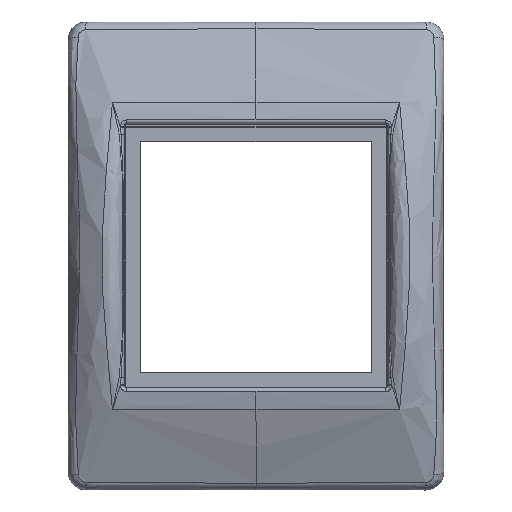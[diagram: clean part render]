
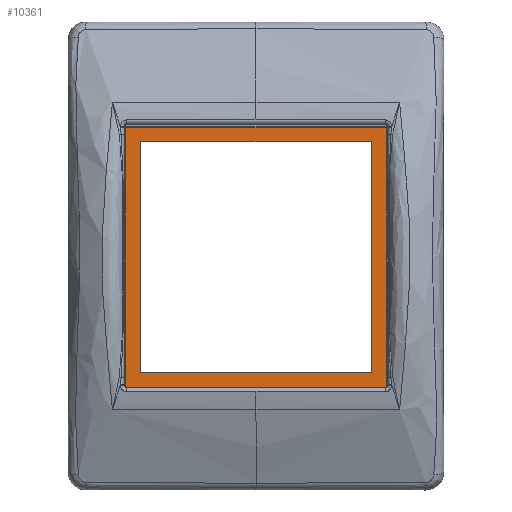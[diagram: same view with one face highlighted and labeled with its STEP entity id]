
A CAD part, top view. The second image highlights one B-rep face of the part: STEP entity #10361.
In plain terms, the highlighted planar face has unit normal (0, 0, 1).
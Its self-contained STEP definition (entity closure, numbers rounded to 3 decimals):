
#143 = CARTESIAN_POINT ( 'NONE',  ( 20.126, -20.25, 12. ) ) ;
#166 = FACE_BOUND ( 'NONE', #4058, .T. ) ;
#258 = CARTESIAN_POINT ( 'NONE',  ( -20.25, 19.95, 12. ) ) ;
#436 = CARTESIAN_POINT ( 'NONE',  ( -22.724, 0., 12. ) ) ;
#530 = CARTESIAN_POINT ( 'NONE',  ( -20.25, -20.126, 12. ) ) ;
#657 = EDGE_CURVE ( 'NONE', #3225, #13138, #19765, .T. ) ;
#768 = DIRECTION ( 'NONE',  ( 1., 0., 0. ) ) ;
#953 = DIRECTION ( 'NONE',  ( 1., 0., 0. ) ) ;
#1035 = CARTESIAN_POINT ( 'NONE',  ( 0., 20.25, 12. ) ) ;
#1045 = EDGE_CURVE ( 'NONE', #10990, #14156, #20651, .T. ) ;
#1296 = CARTESIAN_POINT ( 'NONE',  ( 0., -20.25, 12. ) ) ;
#1323 = ORIENTED_EDGE ( 'NONE', *, *, #9147, .T. ) ;
#1377 = DIRECTION ( 'NONE',  ( 1., 0., 0. ) ) ;
#1435 = ORIENTED_EDGE ( 'NONE', *, *, #8514, .T. ) ;
#2548 = CARTESIAN_POINT ( 'NONE',  ( -20.25, 0., 12. ) ) ;
#3195 = VECTOR ( 'NONE', #1377, 1000. ) ;
#3225 = VERTEX_POINT ( 'NONE', #10490 ) ;
#3237 = CARTESIAN_POINT ( 'NONE',  ( 22.724, 0., 12. ) ) ;
#3381 = EDGE_CURVE ( 'NONE', #8126, #3997, #9364, .T. ) ;
#3508 = CARTESIAN_POINT ( 'NONE',  ( 20.25, -19.95, 12. ) ) ;
#3820 = VERTEX_POINT ( 'NONE', #18736 ) ;
#3881 = LINE ( 'NONE', #11351, #3195 ) ;
#3997 = VERTEX_POINT ( 'NONE', #3508 ) ;
#4058 = EDGE_LOOP ( 'NONE', ( #6041, #1435, #13948, #8964, #1323, #9250, #14740, #7826 ) ) ;
#5329 = DIRECTION ( 'NONE',  ( 0., -1., 0. ) ) ;
#5354 = CARTESIAN_POINT ( 'NONE',  ( -20.126, 20.25, 12. ) ) ;
#5405 = CARTESIAN_POINT ( 'NONE',  ( 20.25, 0., 12. ) ) ;
#5497 = EDGE_LOOP ( 'NONE', ( #21367, #10728, #14667, #8086 ) ) ;
#5553 = CARTESIAN_POINT ( 'NONE',  ( -20.126, -20.25, 12. ) ) ;
#5685 = CARTESIAN_POINT ( 'NONE',  ( 0., 0., 12. ) ) ;
#6041 = ORIENTED_EDGE ( 'NONE', *, *, #1045, .T. ) ;
#6048 = CARTESIAN_POINT ( 'NONE',  ( -20.25, -19.95, 12. ) ) ;
#6473 = CARTESIAN_POINT ( 'NONE',  ( 20.25, 19.95, 12. ) ) ;
#7317 = CARTESIAN_POINT ( 'NONE',  ( 20.25, 19.95, 12. ) ) ;
#7448 = VERTEX_POINT ( 'NONE', #19299 ) ;
#7610 = VERTEX_POINT ( 'NONE', #16292 ) ;
#7826 = ORIENTED_EDGE ( 'NONE', *, *, #16320, .T. ) ;
#8086 = ORIENTED_EDGE ( 'NONE', *, *, #8428, .T. ) ;
#8126 = VERTEX_POINT ( 'NONE', #6473 ) ;
#8428 = EDGE_CURVE ( 'NONE', #13138, #3820, #16308, .T. ) ;
#8476 = CARTESIAN_POINT ( 'NONE',  ( 20.25, -19.95, 12. ) ) ;
#8514 = EDGE_CURVE ( 'NONE', #14156, #8126, #12872, .T. ) ;
#8855 = CARTESIAN_POINT ( 'NONE',  ( -19.95, -20.25, 12. ) ) ;
#8964 = ORIENTED_EDGE ( 'NONE', *, *, #12110, .T. ) ;
#9147 = EDGE_CURVE ( 'NONE', #16742, #7610, #19935, .T. ) ;
#9250 = ORIENTED_EDGE ( 'NONE', *, *, #19595, .T. ) ;
#9364 = LINE ( 'NONE', #5405, #12675 ) ;
#9725 =( BOUNDED_CURVE ( )  B_SPLINE_CURVE ( 3, ( #8476, #10121, #143, #11761 ),
 .UNSPECIFIED., .F., .F. ) 
 B_SPLINE_CURVE_WITH_KNOTS ( ( 4, 4 ),
 ( 2.356, 3.927 ),
 .UNSPECIFIED. ) 
 CURVE ( )  GEOMETRIC_REPRESENTATION_ITEM ( )  RATIONAL_B_SPLINE_CURVE ( ( 1., 0.805, 0.805, 1. ) ) 
 REPRESENTATION_ITEM ( '' )  );
#9808 = VECTOR ( 'NONE', #14872, 1000. ) ;
#9928 = LINE ( 'NONE', #2548, #11972 ) ;
#10121 = CARTESIAN_POINT ( 'NONE',  ( 20.25, -20.126, 12. ) ) ;
#10238 = CARTESIAN_POINT ( 'NONE',  ( -20.25, 20.126, 12. ) ) ;
#10275 = CARTESIAN_POINT ( 'NONE',  ( -19.95, 20.25, 12. ) ) ;
#10325 = DIRECTION ( 'NONE',  ( -1., 0., 0. ) ) ;
#10361 = ADVANCED_FACE ( 'NONE', ( #166, #16729 ), #13956, .T. ) ;
#10425 = CARTESIAN_POINT ( 'NONE',  ( 0., 22.724, 12. ) ) ;
#10490 = CARTESIAN_POINT ( 'NONE',  ( 22.724, 22.724, 12. ) ) ;
#10569 = EDGE_CURVE ( 'NONE', #3820, #17419, #3881, .T. ) ;
#10728 = ORIENTED_EDGE ( 'NONE', *, *, #11251, .T. ) ;
#10790 =( BOUNDED_CURVE ( )  B_SPLINE_CURVE ( 3, ( #258, #10238, #5354, #16867 ),
 .UNSPECIFIED., .F., .F. ) 
 B_SPLINE_CURVE_WITH_KNOTS ( ( 4, 4 ),
 ( 2.356, 3.927 ),
 .UNSPECIFIED. ) 
 CURVE ( )  GEOMETRIC_REPRESENTATION_ITEM ( )  RATIONAL_B_SPLINE_CURVE ( ( 1., 0.805, 0.805, 1. ) ) 
 REPRESENTATION_ITEM ( '' )  );
#10934 = DIRECTION ( 'NONE',  ( 0., 0., 1. ) ) ;
#10990 = VERTEX_POINT ( 'NONE', #10275 ) ;
#11251 = EDGE_CURVE ( 'NONE', #17419, #3225, #19952, .T. ) ;
#11293 = CARTESIAN_POINT ( 'NONE',  ( 19.95, -20.25, 12. ) ) ;
#11351 = CARTESIAN_POINT ( 'NONE',  ( 0., -22.724, 12. ) ) ;
#11711 =( BOUNDED_CURVE ( )  B_SPLINE_CURVE ( 3, ( #8855, #5553, #530, #12138 ),
 .UNSPECIFIED., .F., .F. ) 
 B_SPLINE_CURVE_WITH_KNOTS ( ( 4, 4 ),
 ( 2.356, 3.927 ),
 .UNSPECIFIED. ) 
 CURVE ( )  GEOMETRIC_REPRESENTATION_ITEM ( )  RATIONAL_B_SPLINE_CURVE ( ( 1., 0.805, 0.805, 1. ) ) 
 REPRESENTATION_ITEM ( '' )  );
#11761 = CARTESIAN_POINT ( 'NONE',  ( 19.95, -20.25, 12. ) ) ;
#11972 = VECTOR ( 'NONE', #12503, 1000. ) ;
#12110 = EDGE_CURVE ( 'NONE', #3997, #16742, #9725, .T. ) ;
#12138 = CARTESIAN_POINT ( 'NONE',  ( -20.25, -19.95, 12. ) ) ;
#12503 = DIRECTION ( 'NONE',  ( 0., 1., 0. ) ) ;
#12675 = VECTOR ( 'NONE', #5329, 1000. ) ;
#12872 =( BOUNDED_CURVE ( )  B_SPLINE_CURVE ( 3, ( #13864, #15537, #17192, #7317 ),
 .UNSPECIFIED., .F., .T. ) 
 B_SPLINE_CURVE_WITH_KNOTS ( ( 4, 4 ),
 ( 2.356, 3.927 ),
 .UNSPECIFIED. ) 
 CURVE ( )  GEOMETRIC_REPRESENTATION_ITEM ( )  RATIONAL_B_SPLINE_CURVE ( ( 1., 0.805, 0.805, 1. ) ) 
 REPRESENTATION_ITEM ( '' )  );
#13138 = VERTEX_POINT ( 'NONE', #16919 ) ;
#13864 = CARTESIAN_POINT ( 'NONE',  ( 19.95, 20.25, 12. ) ) ;
#13948 = ORIENTED_EDGE ( 'NONE', *, *, #3381, .T. ) ;
#13956 = PLANE ( 'NONE',  #17923 ) ;
#14156 = VERTEX_POINT ( 'NONE', #16942 ) ;
#14667 = ORIENTED_EDGE ( 'NONE', *, *, #657, .T. ) ;
#14740 = ORIENTED_EDGE ( 'NONE', *, *, #18052, .T. ) ;
#14872 = DIRECTION ( 'NONE',  ( 0., 1., 0. ) ) ;
#15537 = CARTESIAN_POINT ( 'NONE',  ( 20.126, 20.25, 12. ) ) ;
#16292 = CARTESIAN_POINT ( 'NONE',  ( -19.95, -20.25, 12. ) ) ;
#16308 = LINE ( 'NONE', #436, #16576 ) ;
#16320 = EDGE_CURVE ( 'NONE', #7448, #10990, #10790, .T. ) ;
#16576 = VECTOR ( 'NONE', #18734, 1000. ) ;
#16729 = FACE_OUTER_BOUND ( 'NONE', #5497, .T. ) ;
#16742 = VERTEX_POINT ( 'NONE', #11293 ) ;
#16867 = CARTESIAN_POINT ( 'NONE',  ( -19.95, 20.25, 12. ) ) ;
#16919 = CARTESIAN_POINT ( 'NONE',  ( -22.724, 22.724, 12. ) ) ;
#16942 = CARTESIAN_POINT ( 'NONE',  ( 19.95, 20.25, 12. ) ) ;
#17192 = CARTESIAN_POINT ( 'NONE',  ( 20.25, 20.126, 12. ) ) ;
#17419 = VERTEX_POINT ( 'NONE', #20750 ) ;
#17923 = AXIS2_PLACEMENT_3D ( 'NONE', #5685, #10934, #953 ) ;
#18052 = EDGE_CURVE ( 'NONE', #18096, #7448, #9928, .T. ) ;
#18096 = VERTEX_POINT ( 'NONE', #6048 ) ;
#18734 = DIRECTION ( 'NONE',  ( 0., -1., 0. ) ) ;
#18736 = CARTESIAN_POINT ( 'NONE',  ( -22.724, -22.724, 12. ) ) ;
#19299 = CARTESIAN_POINT ( 'NONE',  ( -20.25, 19.95, 12. ) ) ;
#19595 = EDGE_CURVE ( 'NONE', #7610, #18096, #11711, .T. ) ;
#19765 = LINE ( 'NONE', #10425, #19874 ) ;
#19874 = VECTOR ( 'NONE', #10325, 1000. ) ;
#19935 = LINE ( 'NONE', #1296, #20216 ) ;
#19952 = LINE ( 'NONE', #3237, #9808 ) ;
#20216 = VECTOR ( 'NONE', #21198, 1000. ) ;
#20651 = LINE ( 'NONE', #1035, #20692 ) ;
#20692 = VECTOR ( 'NONE', #768, 1000. ) ;
#20750 = CARTESIAN_POINT ( 'NONE',  ( 22.724, -22.724, 12. ) ) ;
#21198 = DIRECTION ( 'NONE',  ( -1., 0., 0. ) ) ;
#21367 = ORIENTED_EDGE ( 'NONE', *, *, #10569, .T. ) ;
